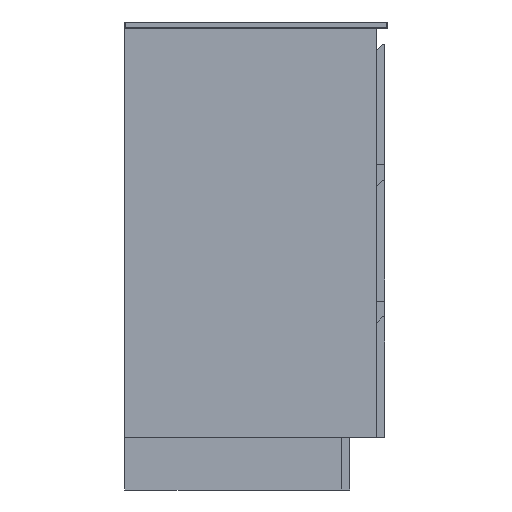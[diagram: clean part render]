
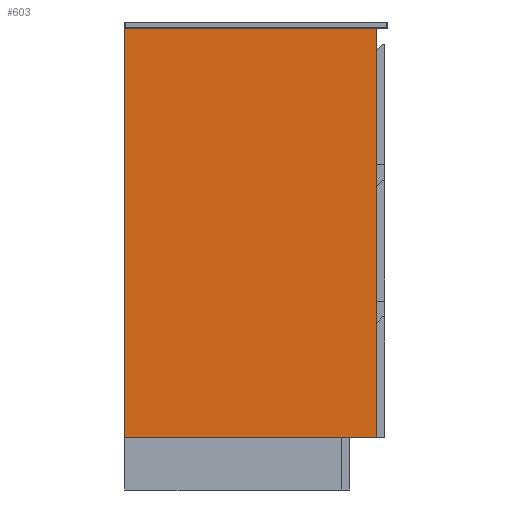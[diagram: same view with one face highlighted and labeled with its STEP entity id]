
A CAD part, left-side view. The second image highlights one B-rep face of the part: STEP entity #603.
In plain terms, the highlighted planar face has unit normal (-1, 0, 0).
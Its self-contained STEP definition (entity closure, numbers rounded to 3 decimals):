
#603=ADVANCED_FACE('',(#772),#2792,.T.);
#772=FACE_OUTER_BOUND('',#941,.T.);
#941=EDGE_LOOP('',(#1563,#1564,#1565,#1566));
#1563=ORIENTED_EDGE('',*,*,#2008,.F.);
#1564=ORIENTED_EDGE('',*,*,#1990,.T.);
#1565=ORIENTED_EDGE('',*,*,#2006,.T.);
#1566=ORIENTED_EDGE('',*,*,#2007,.F.);
#1990=EDGE_CURVE('',#2608,#2610,#2355,.T.);
#2006=EDGE_CURVE('',#2610,#2623,#2371,.T.);
#2007=EDGE_CURVE('',#2624,#2623,#2372,.T.);
#2008=EDGE_CURVE('',#2608,#2624,#2373,.T.);
#2355=B_SPLINE_CURVE_WITH_KNOTS('',1,(#4251,#4252),.UNSPECIFIED.,.F.,.F.,
(2,2),(-780.,0.),.UNSPECIFIED.);
#2371=B_SPLINE_CURVE_WITH_KNOTS('',1,(#4283,#4284),.UNSPECIFIED.,.F.,.F.,
(2,2),(-479.,0.),.UNSPECIFIED.);
#2372=B_SPLINE_CURVE_WITH_KNOTS('',1,(#4285,#4286),.UNSPECIFIED.,.F.,.F.,
(2,2),(-780.,0.),.UNSPECIFIED.);
#2373=B_SPLINE_CURVE_WITH_KNOTS('',1,(#4287,#4288),.UNSPECIFIED.,.F.,.F.,
(2,2),(-479.,0.),.UNSPECIFIED.);
#2608=VERTEX_POINT('',#4226);
#2610=VERTEX_POINT('',#4228);
#2623=VERTEX_POINT('',#4241);
#2624=VERTEX_POINT('',#4242);
#2792=PLANE('',#3091);
#3091=AXIS2_PLACEMENT_3D('',#4218,#3276,$);
#3276=DIRECTION('',(-1.,0.,0.));
#4218=CARTESIAN_POINT('',(-744.,-468.,526.9));
#4226=CARTESIAN_POINT('',(-744.,-390.,479.));
#4228=CARTESIAN_POINT('',(-744.,390.,479.));
#4241=CARTESIAN_POINT('',(-744.,390.,0.));
#4242=CARTESIAN_POINT('',(-744.,-390.,0.));
#4251=CARTESIAN_POINT('',(-744.,-390.,479.));
#4252=CARTESIAN_POINT('',(-744.,390.,479.));
#4283=CARTESIAN_POINT('',(-744.,390.,479.));
#4284=CARTESIAN_POINT('',(-744.,390.,0.));
#4285=CARTESIAN_POINT('',(-744.,-390.,0.));
#4286=CARTESIAN_POINT('',(-744.,390.,0.));
#4287=CARTESIAN_POINT('',(-744.,-390.,479.));
#4288=CARTESIAN_POINT('',(-744.,-390.,0.));
